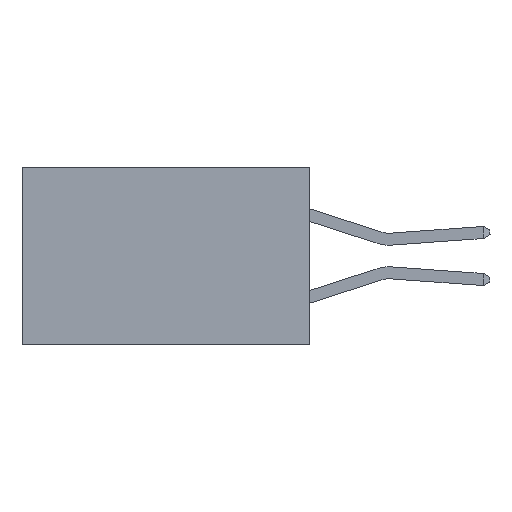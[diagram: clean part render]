
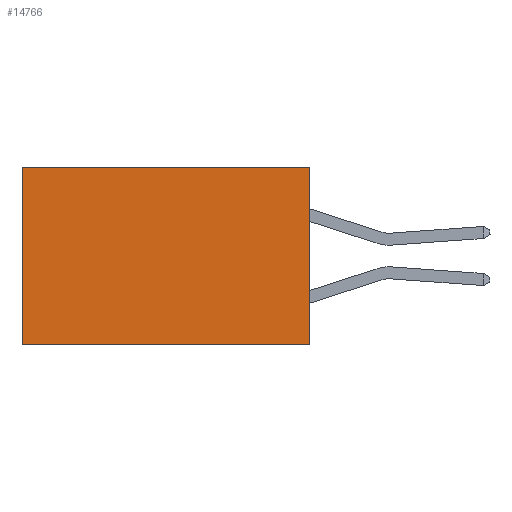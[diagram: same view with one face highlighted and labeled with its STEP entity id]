
A CAD part, left-side view. The second image highlights one B-rep face of the part: STEP entity #14766.
In plain terms, the highlighted planar face has unit normal (-1, 0, 0).
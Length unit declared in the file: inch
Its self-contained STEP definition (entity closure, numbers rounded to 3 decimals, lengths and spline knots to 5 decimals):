
#77 = ORIENTED_EDGE ( 'NONE', *, *, #12059, .T. ) ;
#1703 = AXIS2_PLACEMENT_3D ( 'NONE', #12964, #6027, #9376 ) ;
#2152 = VERTEX_POINT ( 'NONE', #14152 ) ;
#2450 = VECTOR ( 'NONE', #7670, 39.37008 ) ;
#2680 = LINE ( 'NONE', #6250, #5072 ) ;
#2830 = DIRECTION ( 'NONE',  ( 0., 1., 0. ) ) ;
#3195 = VERTEX_POINT ( 'NONE', #3900 ) ;
#3900 = CARTESIAN_POINT ( 'NONE',  ( 0.2615, 0., -0.37 ) ) ;
#4020 = CARTESIAN_POINT ( 'NONE',  ( 0.2615, 0.6, -0.37 ) ) ;
#4071 = LINE ( 'NONE', #13369, #9178 ) ;
#4312 = VECTOR ( 'NONE', #5533, 39.37008 ) ;
#4905 = ORIENTED_EDGE ( 'NONE', *, *, #6990, .F. ) ;
#5072 = VECTOR ( 'NONE', #2830, 39.37008 ) ;
#5533 = DIRECTION ( 'NONE',  ( 0., 0., -1. ) ) ;
#6027 = DIRECTION ( 'NONE',  ( 1., 0., 0. ) ) ;
#6250 = CARTESIAN_POINT ( 'NONE',  ( 0.2615, 0., 0. ) ) ;
#6601 = EDGE_CURVE ( 'NONE', #9605, #3195, #8876, .T. ) ;
#6990 = EDGE_CURVE ( 'NONE', #3195, #7127, #4071, .T. ) ;
#7127 = VERTEX_POINT ( 'NONE', #13731 ) ;
#7136 = LINE ( 'NONE', #4020, #2450 ) ;
#7670 = DIRECTION ( 'NONE',  ( 0., 0., -1. ) ) ;
#7818 = CARTESIAN_POINT ( 'NONE',  ( 0.2615, 0., -0.37 ) ) ;
#8314 = PLANE ( 'NONE',  #1703 ) ;
#8720 = DIRECTION ( 'NONE',  ( 0., 1., 0. ) ) ;
#8812 = ORIENTED_EDGE ( 'NONE', *, *, #6601, .F. ) ;
#8876 = LINE ( 'NONE', #7818, #4312 ) ;
#9178 = VECTOR ( 'NONE', #8720, 39.37008 ) ;
#9376 = DIRECTION ( 'NONE',  ( 0., 0., -1. ) ) ;
#9605 = VERTEX_POINT ( 'NONE', #10304 ) ;
#10304 = CARTESIAN_POINT ( 'NONE',  ( 0.2615, 0., 0. ) ) ;
#10433 = EDGE_LOOP ( 'NONE', ( #77, #4905, #8812, #12047 ) ) ;
#11816 = FACE_OUTER_BOUND ( 'NONE', #10433, .T. ) ;
#12047 = ORIENTED_EDGE ( 'NONE', *, *, #12984, .T. ) ;
#12059 = EDGE_CURVE ( 'NONE', #2152, #7127, #7136, .T. ) ;
#12964 = CARTESIAN_POINT ( 'NONE',  ( 0.2615, 0., -0.37 ) ) ;
#12984 = EDGE_CURVE ( 'NONE', #9605, #2152, #2680, .T. ) ;
#13369 = CARTESIAN_POINT ( 'NONE',  ( 0.2615, 0., -0.37 ) ) ;
#13731 = CARTESIAN_POINT ( 'NONE',  ( 0.2615, 0.6, -0.37 ) ) ;
#14152 = CARTESIAN_POINT ( 'NONE',  ( 0.2615, 0.6, 0. ) ) ;
#14766 = ADVANCED_FACE ( 'NONE', ( #11816 ), #8314, .F. ) ;
